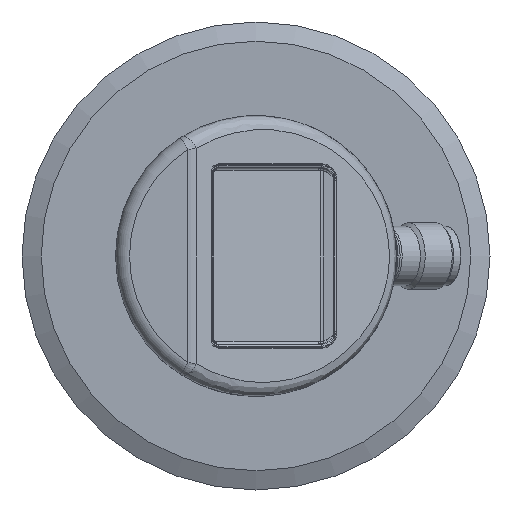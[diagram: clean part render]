
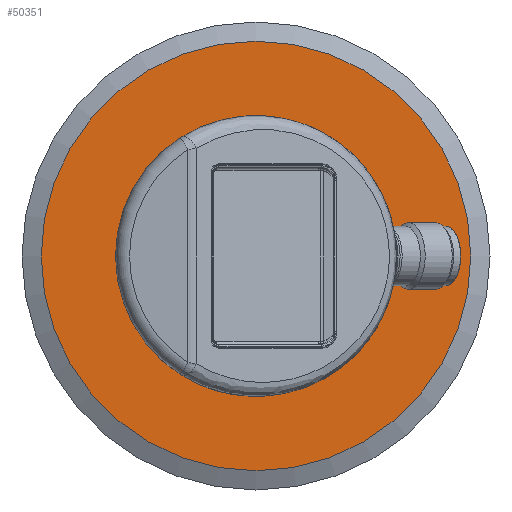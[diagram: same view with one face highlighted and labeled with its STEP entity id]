
A CAD part, front view. The second image highlights one B-rep face of the part: STEP entity #50351.
In plain terms, the highlighted planar face has unit normal (0, -1, 0).
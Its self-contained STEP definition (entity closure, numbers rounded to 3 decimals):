
#10533=ORIENTED_EDGE('',*,*,#19870,.F.);
#10534=ORIENTED_EDGE('',*,*,#19867,.T.);
#19867=EDGE_CURVE('',#24746,#24746,#27727,.T.);
#19870=EDGE_CURVE('',#24749,#24749,#27730,.T.);
#24746=VERTEX_POINT('',#69361);
#24749=VERTEX_POINT('',#69370);
#27727=CIRCLE('',#52760,38.55);
#27730=CIRCLE('',#52766,17.);
#29052=EDGE_LOOP('',(#10533));
#29053=EDGE_LOOP('',(#10534));
#31536=FACE_BOUND('',#29052,.T.);
#31537=FACE_BOUND('',#29053,.T.);
#33600=PLANE('',#52765);
#50351=ADVANCED_FACE('',(#31536,#31537),#33600,.F.);
#52760=AXIS2_PLACEMENT_3D('',#69360,#57137,#57138);
#52765=AXIS2_PLACEMENT_3D('',#69368,#57147,#57148);
#52766=AXIS2_PLACEMENT_3D('',#69369,#57149,#57150);
#57137=DIRECTION('',(0.,-1.,0.));
#57138=DIRECTION('',(1.,0.,0.));
#57147=DIRECTION('',(0.,1.,0.));
#57148=DIRECTION('',(-1.,0.,0.));
#57149=DIRECTION('',(0.,-1.,0.));
#57150=DIRECTION('',(1.,0.,0.));
#69360=CARTESIAN_POINT('',(0.,38.091,0.));
#69361=CARTESIAN_POINT('',(38.55,38.091,0.));
#69368=CARTESIAN_POINT('',(-38.55,38.091,0.));
#69369=CARTESIAN_POINT('',(0.,38.091,0.));
#69370=CARTESIAN_POINT('',(17.,38.091,0.));
